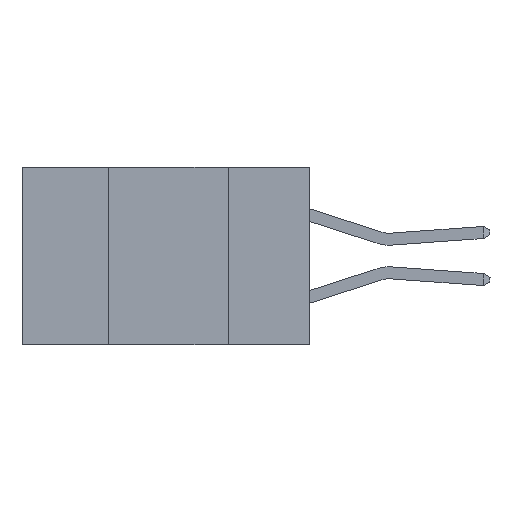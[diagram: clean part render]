
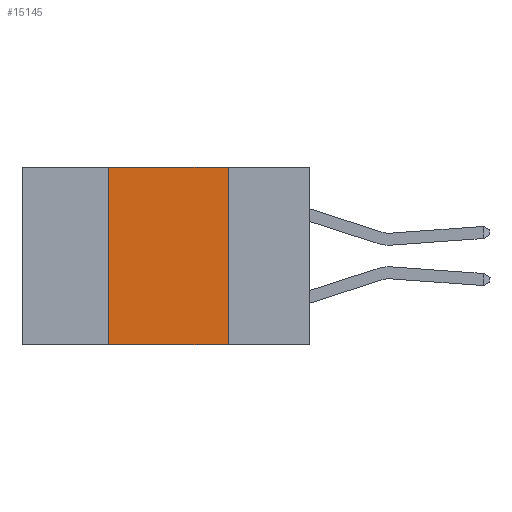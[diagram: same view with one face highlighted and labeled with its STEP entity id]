
A CAD part, left-side view. The second image highlights one B-rep face of the part: STEP entity #15145.
In plain terms, the highlighted planar face has unit normal (-1, 0, 0).
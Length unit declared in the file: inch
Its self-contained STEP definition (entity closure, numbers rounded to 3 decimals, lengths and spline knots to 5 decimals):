
#385 = VERTEX_POINT ( 'NONE', #1023 ) ;
#486 = VECTOR ( 'NONE', #13103, 39.37008 ) ;
#614 = DIRECTION ( 'NONE',  ( 0., -1., 0. ) ) ;
#817 = DIRECTION ( 'NONE',  ( 0., -1., 0. ) ) ;
#1023 = CARTESIAN_POINT ( 'NONE',  ( 0., 0.17, 0. ) ) ;
#1562 = VECTOR ( 'NONE', #16552, 39.37008 ) ;
#1979 = LINE ( 'NONE', #4384, #1562 ) ;
#2148 = VERTEX_POINT ( 'NONE', #8728 ) ;
#2236 = LINE ( 'NONE', #16505, #15730 ) ;
#2374 = EDGE_CURVE ( 'NONE', #385, #2148, #1979, .T. ) ;
#3219 = VECTOR ( 'NONE', #614, 39.37008 ) ;
#4384 = CARTESIAN_POINT ( 'NONE',  ( 0., 0.17, -0.37 ) ) ;
#4446 = LINE ( 'NONE', #15613, #486 ) ;
#4876 = AXIS2_PLACEMENT_3D ( 'NONE', #15377, #7686, #16682 ) ;
#4959 = PLANE ( 'NONE',  #4876 ) ;
#6527 = EDGE_CURVE ( 'NONE', #16023, #385, #2236, .T. ) ;
#7510 = VERTEX_POINT ( 'NONE', #13508 ) ;
#7686 = DIRECTION ( 'NONE',  ( 1., 0., 0. ) ) ;
#8052 = ORIENTED_EDGE ( 'NONE', *, *, #16727, .F. ) ;
#8728 = CARTESIAN_POINT ( 'NONE',  ( 0., 0.17, -0.37 ) ) ;
#10449 = ORIENTED_EDGE ( 'NONE', *, *, #2374, .F. ) ;
#11521 = FACE_OUTER_BOUND ( 'NONE', #13466, .T. ) ;
#13103 = DIRECTION ( 'NONE',  ( 0., 0., 1. ) ) ;
#13466 = EDGE_LOOP ( 'NONE', ( #10449, #14221, #8052, #15261 ) ) ;
#13508 = CARTESIAN_POINT ( 'NONE',  ( 0., 0.42, -0.37 ) ) ;
#14221 = ORIENTED_EDGE ( 'NONE', *, *, #6527, .F. ) ;
#15145 = ADVANCED_FACE ( 'NONE', ( #11521 ), #4959, .F. ) ;
#15261 = ORIENTED_EDGE ( 'NONE', *, *, #16367, .T. ) ;
#15377 = CARTESIAN_POINT ( 'NONE',  ( 0., 0.6, 0. ) ) ;
#15613 = CARTESIAN_POINT ( 'NONE',  ( 0., 0.42, -0.37 ) ) ;
#15730 = VECTOR ( 'NONE', #817, 39.37008 ) ;
#16023 = VERTEX_POINT ( 'NONE', #16877 ) ;
#16304 = CARTESIAN_POINT ( 'NONE',  ( 0., 0.6, -0.37 ) ) ;
#16367 = EDGE_CURVE ( 'NONE', #7510, #2148, #16687, .T. ) ;
#16505 = CARTESIAN_POINT ( 'NONE',  ( 0., 0.6, 0. ) ) ;
#16552 = DIRECTION ( 'NONE',  ( 0., 0., -1. ) ) ;
#16682 = DIRECTION ( 'NONE',  ( 0., 0., -1. ) ) ;
#16687 = LINE ( 'NONE', #16304, #3219 ) ;
#16727 = EDGE_CURVE ( 'NONE', #7510, #16023, #4446, .T. ) ;
#16877 = CARTESIAN_POINT ( 'NONE',  ( 0., 0.42, 0. ) ) ;
